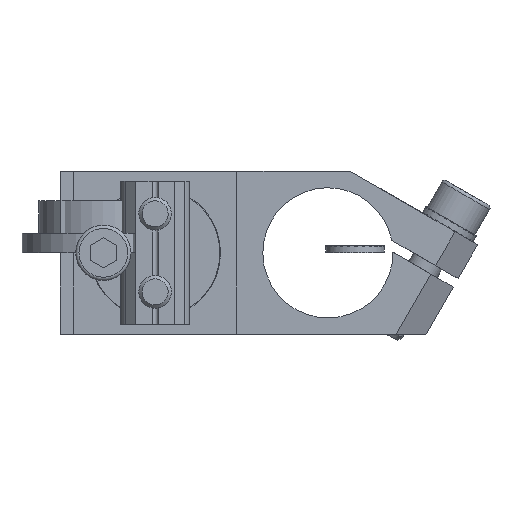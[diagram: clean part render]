
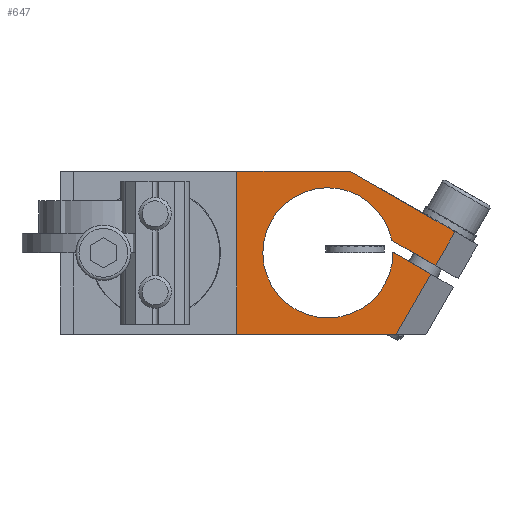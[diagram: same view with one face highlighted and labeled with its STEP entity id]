
A CAD part, left-side view. The second image highlights one B-rep face of the part: STEP entity #647.
In plain terms, the highlighted planar face has unit normal (-1, 0, 0).
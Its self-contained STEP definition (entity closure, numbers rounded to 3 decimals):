
#647 = ADVANCED_FACE( '', ( #1394 ), #1395, .T. );
#1394 = FACE_OUTER_BOUND( '', #2231, .T. );
#1395 = PLANE( '', #2232 );
#2231 = EDGE_LOOP( '', ( #3898, #3899, #3900, #3901, #3902, #3903, #3904, #3905, #3906 ) );
#2232 = AXIS2_PLACEMENT_3D( '', #3907, #3908, #3909 );
#3898 = ORIENTED_EDGE( '', *, *, #5723, .T. );
#3899 = ORIENTED_EDGE( '', *, *, #5511, .F. );
#3900 = ORIENTED_EDGE( '', *, *, #5724, .T. );
#3901 = ORIENTED_EDGE( '', *, *, #5725, .F. );
#3902 = ORIENTED_EDGE( '', *, *, #5561, .F. );
#3903 = ORIENTED_EDGE( '', *, *, #5726, .T. );
#3904 = ORIENTED_EDGE( '', *, *, #5712, .T. );
#3905 = ORIENTED_EDGE( '', *, *, #5665, .T. );
#3906 = ORIENTED_EDGE( '', *, *, #5727, .F. );
#3907 = CARTESIAN_POINT( '', ( -12., 57.5, 12.5 ) );
#3908 = DIRECTION( '', ( -1., 0., 0. ) );
#3909 = DIRECTION( '', ( 0., -1., 0. ) );
#5511 = EDGE_CURVE( '', #6859, #6853, #6861, .T. );
#5561 = EDGE_CURVE( '', #6936, #6938, #6939, .T. );
#5665 = EDGE_CURVE( '', #7084, #7082, #7085, .T. );
#5712 = EDGE_CURVE( '', #7146, #7084, #7149, .T. );
#5723 = EDGE_CURVE( '', #7168, #6853, #7169, .T. );
#5724 = EDGE_CURVE( '', #6859, #7170, #7171, .T. );
#5725 = EDGE_CURVE( '', #6938, #7170, #7172, .T. );
#5726 = EDGE_CURVE( '', #6936, #7146, #7173, .T. );
#5727 = EDGE_CURVE( '', #7168, #7082, #7174, .T. );
#6853 = VERTEX_POINT( '', #8781 );
#6859 = VERTEX_POINT( '', #8791 );
#6861 = LINE( '', #8794, #8795 );
#6936 = VERTEX_POINT( '', #8889 );
#6938 = VERTEX_POINT( '', #8892 );
#6939 = CIRCLE( '', #8893, 10. );
#7082 = VERTEX_POINT( '', #9116 );
#7084 = VERTEX_POINT( '', #9119 );
#7085 = LINE( '', #9120, #9121 );
#7146 = VERTEX_POINT( '', #9205 );
#7149 = LINE( '', #9210, #9211 );
#7168 = VERTEX_POINT( '', #9266 );
#7169 = LINE( '', #9267, #9268 );
#7170 = VERTEX_POINT( '', #9269 );
#7171 = LINE( '', #9270, #9271 );
#7172 = LINE( '', #9272, #9273 );
#7173 = LINE( '', #9274, #9275 );
#7174 = LINE( '', #9276, #9277 );
#8781 = CARTESIAN_POINT( '', ( -12., -20.5, -12.5 ) );
#8791 = CARTESIAN_POINT( '', ( -12., -44.947, -12.5 ) );
#8794 = CARTESIAN_POINT( '', ( -12., -57.5, -12.5 ) );
#8795 = VECTOR( '', #10364, 1000. );
#8889 = CARTESIAN_POINT( '', ( -12., -44.313, 1.927 ) );
#8892 = CARTESIAN_POINT( '', ( -12., -44.5, 0.087 ) );
#8893 = AXIS2_PLACEMENT_3D( '', #10433, #10434, #10435 );
#9116 = CARTESIAN_POINT( '', ( -12., -38., 12.5 ) );
#9119 = CARTESIAN_POINT( '', ( -12., -54.036, 3.242 ) );
#9120 = CARTESIAN_POINT( '', ( -12., 33.625, 53.853 ) );
#9121 = VECTOR( '', #10556, 1000. );
#9205 = CARTESIAN_POINT( '', ( -12., -51.036, -1.954 ) );
#9210 = CARTESIAN_POINT( '', ( -12., -30.161, -38.111 ) );
#9211 = VECTOR( '', #10603, 1000. );
#9266 = CARTESIAN_POINT( '', ( -12., -20.5, 12.5 ) );
#9267 = CARTESIAN_POINT( '', ( -12., -20.5, 35.5 ) );
#9268 = VECTOR( '', #10616, 1000. );
#9269 = CARTESIAN_POINT( '', ( -12., -50.286, -3.254 ) );
#9270 = CARTESIAN_POINT( '', ( -12., -30.161, -38.111 ) );
#9271 = VECTOR( '', #10617, 1000. );
#9272 = CARTESIAN_POINT( '', ( -12., -39.894, 2.746 ) );
#9273 = VECTOR( '', #10618, 1000. );
#9274 = CARTESIAN_POINT( '', ( -12., -40.644, 4.046 ) );
#9275 = VECTOR( '', #10619, 1000. );
#9276 = CARTESIAN_POINT( '', ( -12., 57.5, 12.5 ) );
#9277 = VECTOR( '', #10620, 1000. );
#10364 = DIRECTION( '', ( 0., 1., 0. ) );
#10433 = CARTESIAN_POINT( '', ( -12., -34.5, 0. ) );
#10434 = DIRECTION( '', ( -1., 0., 0. ) );
#10435 = DIRECTION( '', ( 0., -1., 0. ) );
#10556 = DIRECTION( '', ( 0., 0.866, 0.5 ) );
#10603 = DIRECTION( '', ( 0., -0.5, 0.866 ) );
#10616 = DIRECTION( '', ( 0., 0., -1. ) );
#10617 = DIRECTION( '', ( 0., -0.5, 0.866 ) );
#10618 = DIRECTION( '', ( 0., -0.866, -0.5 ) );
#10619 = DIRECTION( '', ( 0., -0.866, -0.5 ) );
#10620 = DIRECTION( '', ( 0., -1., 0. ) );
